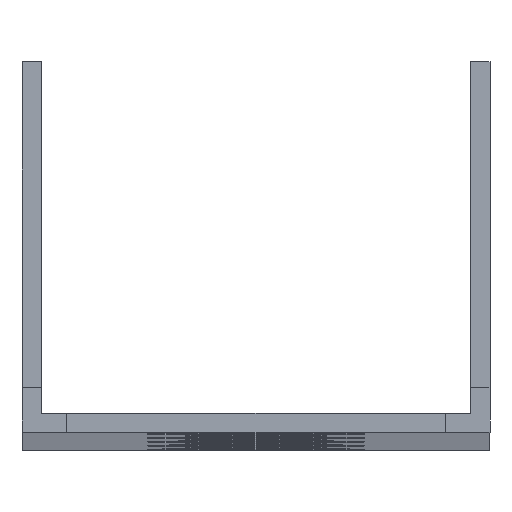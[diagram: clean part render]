
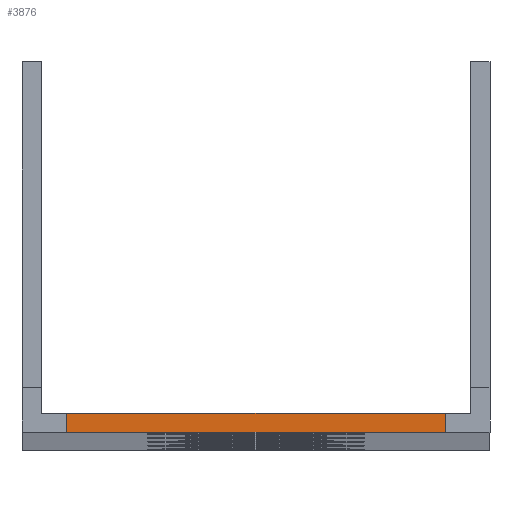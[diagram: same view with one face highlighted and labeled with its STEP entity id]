
A CAD part, top view. The second image highlights one B-rep face of the part: STEP entity #3876.
In plain terms, the highlighted planar face has unit normal (0, 0, 1).
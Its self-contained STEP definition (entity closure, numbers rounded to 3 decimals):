
#507=FACE_OUTER_BOUND('',#795,.T.);
#795=EDGE_LOOP('',(#2864,#2865,#2866,#2867));
#1027=LINE('',#5594,#1345);
#1100=LINE('',#5956,#1418);
#1160=LINE('',#6183,#1478);
#1162=LINE('',#6186,#1480);
#1345=VECTOR('',#4477,10.);
#1418=VECTOR('',#4774,10.);
#1478=VECTOR('',#4944,10.);
#1480=VECTOR('',#4948,10.);
#1663=VERTEX_POINT('',#5591);
#1664=VERTEX_POINT('',#5593);
#1840=VERTEX_POINT('',#5953);
#1841=VERTEX_POINT('',#5955);
#2019=EDGE_CURVE('',#1663,#1664,#1027,.T.);
#2200=EDGE_CURVE('',#1841,#1840,#1100,.T.);
#2314=EDGE_CURVE('',#1663,#1841,#1160,.T.);
#2316=EDGE_CURVE('',#1840,#1664,#1162,.T.);
#2864=ORIENTED_EDGE('',*,*,#2316,.T.);
#2865=ORIENTED_EDGE('',*,*,#2019,.F.);
#2866=ORIENTED_EDGE('',*,*,#2314,.T.);
#2867=ORIENTED_EDGE('',*,*,#2200,.T.);
#3623=PLANE('',#4241);
#3876=ADVANCED_FACE('',(#507),#3623,.F.);
#4241=AXIS2_PLACEMENT_3D('',#6190,#4951,#4952);
#4477=DIRECTION('',(-1.,0.,0.));
#4774=DIRECTION('',(-1.,0.,0.));
#4944=DIRECTION('',(0.,1.,0.));
#4948=DIRECTION('',(0.,-1.,0.));
#4951=DIRECTION('center_axis',(0.,0.,
-1.));
#4952=DIRECTION('ref_axis',(-1.,0.,0.));
#5591=CARTESIAN_POINT('',(-29.679,0.,0.));
#5593=CARTESIAN_POINT('',(-59.321,0.,0.));
#5594=CARTESIAN_POINT('',(0.,0.,0.));
#5953=CARTESIAN_POINT('',(-59.321,1.5,0.));
#5955=CARTESIAN_POINT('',(-29.679,1.5,0.));
#5956=CARTESIAN_POINT('',(0.,1.5,0.));
#6183=CARTESIAN_POINT('',(-29.679,0.75,0.));
#6186=CARTESIAN_POINT('',(-59.321,0.75,0.));
#6190=CARTESIAN_POINT('Origin',(-23.429,3.5,0.));
